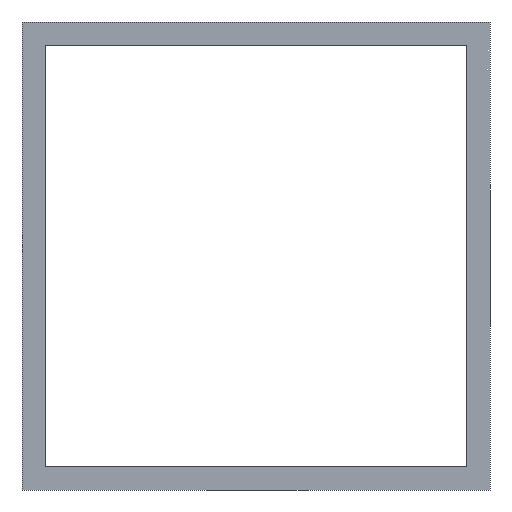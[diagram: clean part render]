
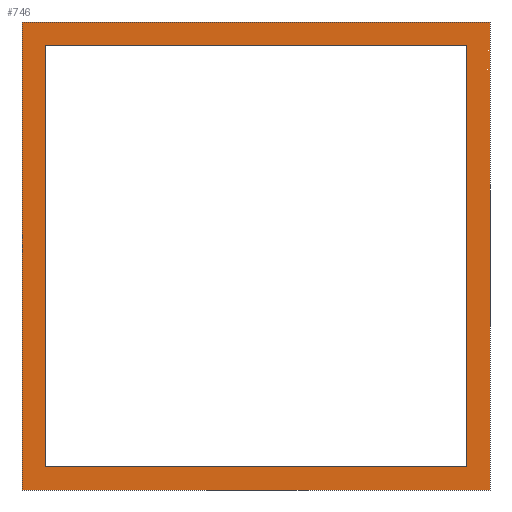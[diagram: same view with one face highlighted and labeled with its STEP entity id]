
A CAD part, front view. The second image highlights one B-rep face of the part: STEP entity #746.
In plain terms, the highlighted planar face has unit normal (0, -1, 0).
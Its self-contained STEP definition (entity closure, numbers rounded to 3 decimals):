
#64=FACE_BOUND('',#192,.T.);
#74=PLANE('',#842);
#108=FACE_OUTER_BOUND('',#191,.T.);
#191=EDGE_LOOP('',(#681,#682,#683,#684));
#192=EDGE_LOOP('',(#685,#686,#687,#688));
#225=LINE('',#1222,#273);
#228=LINE('',#1227,#276);
#230=LINE('',#1231,#278);
#232=LINE('',#1234,#280);
#233=LINE('',#1238,#281);
#236=LINE('',#1243,#284);
#238=LINE('',#1247,#286);
#240=LINE('',#1250,#288);
#273=VECTOR('',#1025,10.);
#276=VECTOR('',#1030,10.);
#278=VECTOR('',#1034,10.);
#280=VECTOR('',#1038,10.);
#281=VECTOR('',#1041,10.);
#284=VECTOR('',#1046,10.);
#286=VECTOR('',#1050,10.);
#288=VECTOR('',#1054,10.);
#393=VERTEX_POINT('',#1220);
#394=VERTEX_POINT('',#1221);
#395=VERTEX_POINT('',#1226);
#396=VERTEX_POINT('',#1230);
#397=VERTEX_POINT('',#1236);
#398=VERTEX_POINT('',#1237);
#399=VERTEX_POINT('',#1242);
#400=VERTEX_POINT('',#1246);
#481=EDGE_CURVE('',#393,#394,#225,.T.);
#484=EDGE_CURVE('',#395,#393,#228,.T.);
#486=EDGE_CURVE('',#396,#395,#230,.T.);
#488=EDGE_CURVE('',#394,#396,#232,.T.);
#489=EDGE_CURVE('',#397,#398,#233,.T.);
#492=EDGE_CURVE('',#399,#397,#236,.T.);
#494=EDGE_CURVE('',#400,#399,#238,.T.);
#496=EDGE_CURVE('',#398,#400,#240,.T.);
#681=ORIENTED_EDGE('',*,*,#481,.F.);
#682=ORIENTED_EDGE('',*,*,#484,.F.);
#683=ORIENTED_EDGE('',*,*,#486,.F.);
#684=ORIENTED_EDGE('',*,*,#488,.F.);
#685=ORIENTED_EDGE('',*,*,#489,.F.);
#686=ORIENTED_EDGE('',*,*,#492,.F.);
#687=ORIENTED_EDGE('',*,*,#494,.F.);
#688=ORIENTED_EDGE('',*,*,#496,.F.);
#746=ADVANCED_FACE('',(#108,#64),#74,.F.);
#842=AXIS2_PLACEMENT_3D('',#1251,#1055,#1056);
#1025=DIRECTION('',(1.,0.,0.));
#1030=DIRECTION('',(0.,0.,1.));
#1034=DIRECTION('',(-1.,0.,0.));
#1038=DIRECTION('',(0.,0.,-1.));
#1041=DIRECTION('',(1.,0.,0.));
#1046=DIRECTION('',(0.,0.,-1.));
#1050=DIRECTION('',(-1.,0.,0.));
#1054=DIRECTION('',(0.,0.,1.));
#1055=DIRECTION('center_axis',(0.,1.,0.));
#1056=DIRECTION('ref_axis',(0.,0.,1.));
#1220=CARTESIAN_POINT('',(-10.,1902.5,10.));
#1221=CARTESIAN_POINT('',(10.,1902.5,10.));
#1222=CARTESIAN_POINT('',(-4.67,1902.5,10.));
#1226=CARTESIAN_POINT('',(-10.,1902.5,-10.));
#1227=CARTESIAN_POINT('',(-10.,1902.5,-5.55));
#1230=CARTESIAN_POINT('',(10.,1902.5,-10.));
#1231=CARTESIAN_POINT('',(5.33,1902.5,-10.));
#1234=CARTESIAN_POINT('',(10.,1902.5,4.45));
#1236=CARTESIAN_POINT('',(-9.,1902.5,-9.));
#1237=CARTESIAN_POINT('',(9.,1902.5,-9.));
#1238=CARTESIAN_POINT('',(-4.17,1902.5,-9.));
#1242=CARTESIAN_POINT('',(-9.,1902.5,9.));
#1243=CARTESIAN_POINT('',(-9.,1902.5,3.95));
#1246=CARTESIAN_POINT('',(9.,1902.5,9.));
#1247=CARTESIAN_POINT('',(4.83,1902.5,9.));
#1250=CARTESIAN_POINT('',(9.,1902.5,-5.05));
#1251=CARTESIAN_POINT('Origin',(0.66,1902.5,-1.1));
